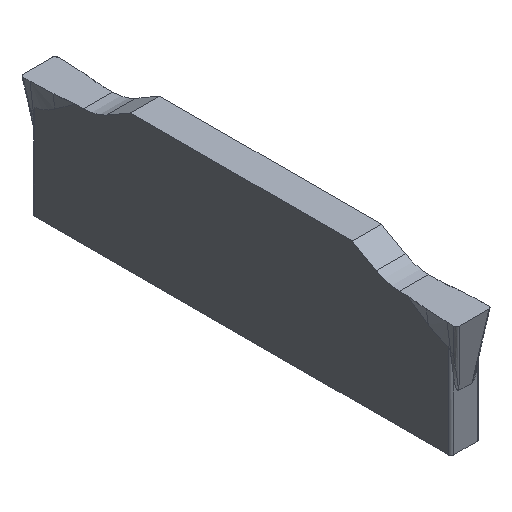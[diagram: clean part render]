
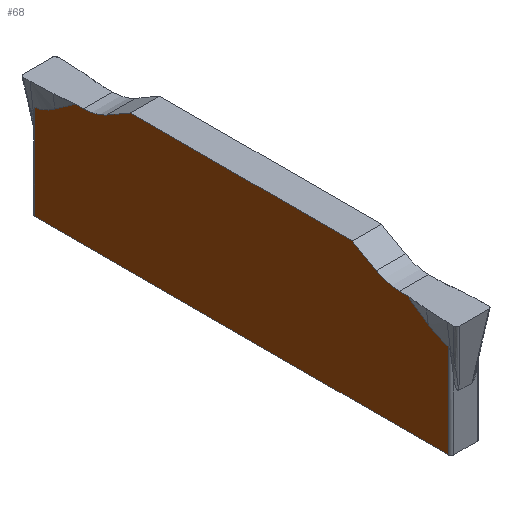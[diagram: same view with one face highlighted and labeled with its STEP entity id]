
A CAD part, isometric view. The second image highlights one B-rep face of the part: STEP entity #68.
In plain terms, the highlighted planar face has unit normal (-1, 0, 0).
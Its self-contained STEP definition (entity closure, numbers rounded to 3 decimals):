
#68=ADVANCED_FACE('',(#142),#120,.T.);
#120=PLANE('',#1313);
#142=FACE_OUTER_BOUND('',#194,.T.);
#194=EDGE_LOOP('',(#249,#250,#251,#252,#253,#254,#255,#256,#257,#258,#259,
#260,#261,#262));
#249=ORIENTED_EDGE('',*,*,#631,.T.);
#250=ORIENTED_EDGE('',*,*,#632,.F.);
#251=ORIENTED_EDGE('',*,*,#633,.F.);
#252=ORIENTED_EDGE('',*,*,#634,.T.);
#253=ORIENTED_EDGE('',*,*,#635,.T.);
#254=ORIENTED_EDGE('',*,*,#636,.T.);
#255=ORIENTED_EDGE('',*,*,#630,.F.);
#256=ORIENTED_EDGE('',*,*,#637,.F.);
#257=ORIENTED_EDGE('',*,*,#638,.F.);
#258=ORIENTED_EDGE('',*,*,#639,.F.);
#259=ORIENTED_EDGE('',*,*,#640,.T.);
#260=ORIENTED_EDGE('',*,*,#641,.T.);
#261=ORIENTED_EDGE('',*,*,#642,.F.);
#262=ORIENTED_EDGE('',*,*,#643,.F.);
#533=VERTEX_POINT('',#1682);
#536=VERTEX_POINT('',#1687);
#537=VERTEX_POINT('',#1691);
#538=VERTEX_POINT('',#1692);
#539=VERTEX_POINT('',#1698);
#540=VERTEX_POINT('',#1700);
#541=VERTEX_POINT('',#1702);
#542=VERTEX_POINT('',#1704);
#543=VERTEX_POINT('',#1707);
#544=VERTEX_POINT('',#1709);
#545=VERTEX_POINT('',#1711);
#546=VERTEX_POINT('',#1713);
#547=VERTEX_POINT('',#1719);
#548=VERTEX_POINT('',#1721);
#630=EDGE_CURVE('',#536,#533,#1024,.T.);
#631=EDGE_CURVE('',#537,#538,#1025,.T.);
#632=EDGE_CURVE('',#539,#538,#775,.T.);
#633=EDGE_CURVE('',#540,#539,#1026,.T.);
#634=EDGE_CURVE('',#540,#541,#1027,.T.);
#635=EDGE_CURVE('',#541,#542,#846,.T.);
#636=EDGE_CURVE('',#542,#533,#1028,.T.);
#637=EDGE_CURVE('',#543,#536,#1029,.T.);
#638=EDGE_CURVE('',#544,#543,#847,.T.);
#639=EDGE_CURVE('',#545,#544,#1030,.T.);
#640=EDGE_CURVE('',#545,#546,#1031,.T.);
#641=EDGE_CURVE('',#546,#547,#776,.T.);
#642=EDGE_CURVE('',#548,#547,#1032,.T.);
#643=EDGE_CURVE('',#537,#548,#1033,.T.);
#775=B_SPLINE_CURVE_WITH_KNOTS('',3,(#1693,#1694,#1695,#1696,#1697),
 .UNSPECIFIED.,.F.,.F.,(4,1,4),(0.,0.5,1.),.UNSPECIFIED.);
#776=B_SPLINE_CURVE_WITH_KNOTS('',3,(#1714,#1715,#1716,#1717,#1718),
 .UNSPECIFIED.,.F.,.F.,(4,1,4),(0.,0.5,1.),.UNSPECIFIED.);
#846=CIRCLE('',#1311,1.6);
#847=CIRCLE('',#1312,1.6);
#1024=LINE('',#1688,#1119);
#1025=LINE('',#1690,#1120);
#1026=LINE('',#1699,#1121);
#1027=LINE('',#1701,#1122);
#1028=LINE('',#1705,#1123);
#1029=LINE('',#1706,#1124);
#1030=LINE('',#1710,#1125);
#1031=LINE('',#1712,#1126);
#1032=LINE('',#1720,#1127);
#1033=LINE('',#1722,#1128);
#1119=VECTOR('',#1431,1.);
#1120=VECTOR('',#1434,1.);
#1121=VECTOR('',#1435,1.);
#1122=VECTOR('',#1436,1.);
#1123=VECTOR('',#1439,1.);
#1124=VECTOR('',#1440,1.);
#1125=VECTOR('',#1443,1.);
#1126=VECTOR('',#1444,1.);
#1127=VECTOR('',#1445,1.);
#1128=VECTOR('',#1446,1.);
#1311=AXIS2_PLACEMENT_3D('',#1703,#1437,#1438);
#1312=AXIS2_PLACEMENT_3D('',#1708,#1441,#1442);
#1313=AXIS2_PLACEMENT_3D('',#1723,#1447,#1448);
#1431=DIRECTION('',(0.,-1.,0.));
#1434=DIRECTION('',(0.,0.,1.));
#1435=DIRECTION('',(0.,-0.815,-0.579));
#1436=DIRECTION('',(0.,1.,0.));
#1437=DIRECTION('',(1.,0.,0.));
#1438=DIRECTION('',(0.,0.,-1.));
#1439=DIRECTION('',(0.,0.866,0.5));
#1440=DIRECTION('',(0.,-0.866,0.5));
#1441=DIRECTION('',(-1.,0.,0.));
#1442=DIRECTION('',(0.,0.,-1.));
#1443=DIRECTION('',(0.,-1.,0.));
#1444=DIRECTION('',(0.,0.815,-0.579));
#1445=DIRECTION('',(0.,0.,1.));
#1446=DIRECTION('',(0.,1.,0.));
#1447=DIRECTION('',(-1.,0.,0.));
#1448=DIRECTION('',(0.,1.,0.));
#1682=CARTESIAN_POINT('',(-0.5,3.69,0.687));
#1687=CARTESIAN_POINT('',(-0.5,11.31,0.687));
#1688=CARTESIAN_POINT('',(-0.5,11.31,0.687));
#1690=CARTESIAN_POINT('',(-0.5,0.4,-4.03));
#1691=CARTESIAN_POINT('',(-0.5,0.4,-4.03));
#1692=CARTESIAN_POINT('',(-0.5,0.4,-0.797));
#1693=CARTESIAN_POINT('',(-0.5,1.082,-0.503));
#1694=CARTESIAN_POINT('',(-0.5,0.978,-0.577));
#1695=CARTESIAN_POINT('',(-0.5,0.763,-0.704));
#1696=CARTESIAN_POINT('',(-0.5,0.526,-0.778));
#1697=CARTESIAN_POINT('',(-0.5,0.4,-0.797));
#1698=CARTESIAN_POINT('',(-0.5,1.082,-0.503));
#1699=CARTESIAN_POINT('',(-0.5,1.791,0.));
#1700=CARTESIAN_POINT('',(-0.5,1.791,0.));
#1701=CARTESIAN_POINT('',(-0.5,1.791,0.));
#1702=CARTESIAN_POINT('',(-0.5,2.071,0.));
#1703=CARTESIAN_POINT('',(-0.5,2.071,1.6));
#1704=CARTESIAN_POINT('',(-0.5,2.871,0.214));
#1705=CARTESIAN_POINT('',(-0.5,2.871,0.214));
#1706=CARTESIAN_POINT('',(-0.5,12.129,0.214));
#1707=CARTESIAN_POINT('',(-0.5,12.129,0.214));
#1708=CARTESIAN_POINT('',(-0.5,12.929,1.6));
#1709=CARTESIAN_POINT('',(-0.5,12.929,0.));
#1710=CARTESIAN_POINT('',(-0.5,13.209,0.));
#1711=CARTESIAN_POINT('',(-0.5,13.209,0.));
#1712=CARTESIAN_POINT('',(-0.5,13.209,0.));
#1713=CARTESIAN_POINT('',(-0.5,13.918,-0.503));
#1714=CARTESIAN_POINT('',(-0.5,13.918,-0.503));
#1715=CARTESIAN_POINT('',(-0.5,14.022,-0.577));
#1716=CARTESIAN_POINT('',(-0.5,14.237,-0.704));
#1717=CARTESIAN_POINT('',(-0.5,14.474,-0.778));
#1718=CARTESIAN_POINT('',(-0.5,14.6,-0.797));
#1719=CARTESIAN_POINT('',(-0.5,14.6,-0.797));
#1720=CARTESIAN_POINT('',(-0.5,14.6,-4.03));
#1721=CARTESIAN_POINT('',(-0.5,14.6,-4.03));
#1722=CARTESIAN_POINT('',(-0.5,0.4,-4.03));
#1723=CARTESIAN_POINT('',(-0.5,7.5,-4.03));
